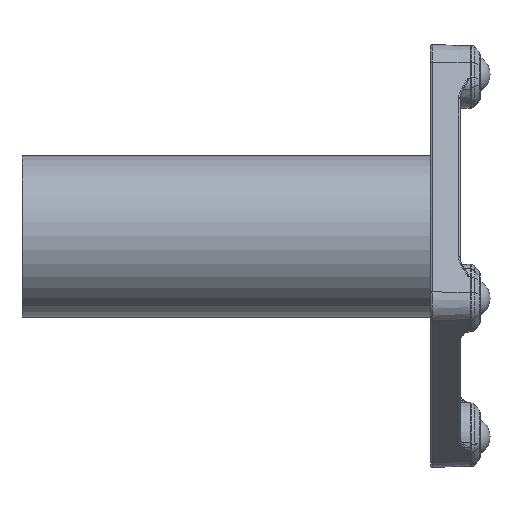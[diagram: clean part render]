
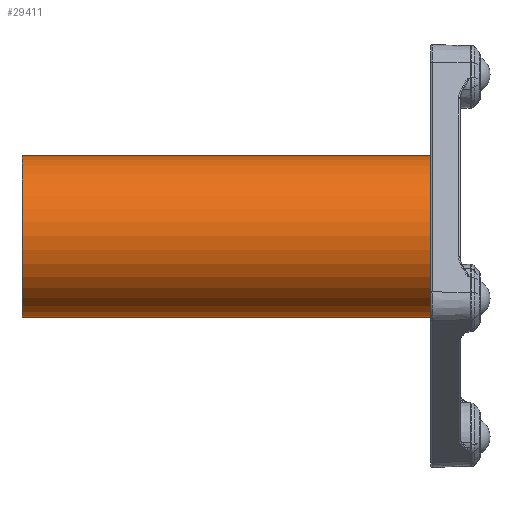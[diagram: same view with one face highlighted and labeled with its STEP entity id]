
A CAD part, left-side view. The second image highlights one B-rep face of the part: STEP entity #29411.
In plain terms, the highlighted cylindrical face has radius 51.816 mm (diameter 103.632 mm), a partial arc.
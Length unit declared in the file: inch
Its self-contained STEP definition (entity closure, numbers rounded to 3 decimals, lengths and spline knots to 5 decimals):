
#1562 = EDGE_CURVE ( 'NONE', #22911, #39233, #34465, .T. ) ;
#1625 = CARTESIAN_POINT ( 'NONE',  ( 0., 0., 2.04 ) ) ;
#1957 = ORIENTED_EDGE ( 'NONE', *, *, #1562, .F. ) ;
#4964 = VERTEX_POINT ( 'NONE', #37251 ) ;
#6152 = CARTESIAN_POINT ( 'NONE',  ( 0., 10.811, 0. ) ) ;
#7514 = AXIS2_PLACEMENT_3D ( 'NONE', #43138, #18063, #47313 ) ;
#8737 = CARTESIAN_POINT ( 'NONE',  ( 0., 10.811, 2.04 ) ) ;
#10334 = DIRECTION ( 'NONE',  ( 0., 1., 0. ) ) ;
#10400 = EDGE_CURVE ( 'NONE', #4964, #10977, #25610, .T. ) ;
#10977 = VERTEX_POINT ( 'NONE', #1625 ) ;
#18063 = DIRECTION ( 'NONE',  ( 0., 1., 0. ) ) ;
#19106 = CYLINDRICAL_SURFACE ( 'NONE', #49286, 2.04 ) ;
#22338 = AXIS2_PLACEMENT_3D ( 'NONE', #6152, #10334, #53115 ) ;
#22911 = VERTEX_POINT ( 'NONE', #47451 ) ;
#25399 = LINE ( 'NONE', #8737, #48992 ) ;
#25521 = DIRECTION ( 'NONE',  ( 0., -1., 0. ) ) ;
#25610 = CIRCLE ( 'NONE', #7514, 2.04 ) ;
#29411 = ADVANCED_FACE ( 'NONE', ( #53805 ), #19106, .T. ) ;
#30602 = DIRECTION ( 'NONE',  ( 0., -1., 0. ) ) ;
#33735 = CARTESIAN_POINT ( 'NONE',  ( 0., 10.811, 0. ) ) ;
#34377 = EDGE_CURVE ( 'NONE', #22911, #4964, #50535, .T. ) ;
#34465 = CIRCLE ( 'NONE', #22338, 2.04 ) ;
#34526 = EDGE_LOOP ( 'NONE', ( #38649, #1957, #52790, #38988 ) ) ;
#34870 = CARTESIAN_POINT ( 'NONE',  ( 0., 10.811, 2.04 ) ) ;
#37251 = CARTESIAN_POINT ( 'NONE',  ( 0., 0., -2.04 ) ) ;
#38029 = DIRECTION ( 'NONE',  ( 0., -1., 0. ) ) ;
#38649 = ORIENTED_EDGE ( 'NONE', *, *, #41384, .F. ) ;
#38988 = ORIENTED_EDGE ( 'NONE', *, *, #10400, .T. ) ;
#39233 = VERTEX_POINT ( 'NONE', #34870 ) ;
#41384 = EDGE_CURVE ( 'NONE', #39233, #10977, #25399, .T. ) ;
#42205 = DIRECTION ( 'NONE',  ( 0., 0., -1. ) ) ;
#43108 = CARTESIAN_POINT ( 'NONE',  ( 0., 10.811, -2.04 ) ) ;
#43138 = CARTESIAN_POINT ( 'NONE',  ( 0., 0., 0. ) ) ;
#47313 = DIRECTION ( 'NONE',  ( 0., 0., 1. ) ) ;
#47451 = CARTESIAN_POINT ( 'NONE',  ( 0., 10.811, -2.04 ) ) ;
#48992 = VECTOR ( 'NONE', #38029, 39.37008 ) ;
#49208 = VECTOR ( 'NONE', #30602, 39.37008 ) ;
#49286 = AXIS2_PLACEMENT_3D ( 'NONE', #33735, #25521, #42205 ) ;
#50535 = LINE ( 'NONE', #43108, #49208 ) ;
#52790 = ORIENTED_EDGE ( 'NONE', *, *, #34377, .T. ) ;
#53115 = DIRECTION ( 'NONE',  ( 0., 0., 1. ) ) ;
#53805 = FACE_OUTER_BOUND ( 'NONE', #34526, .T. ) ;
